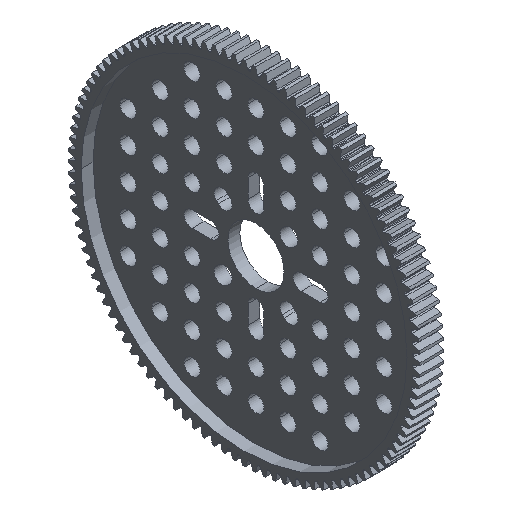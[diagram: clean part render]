
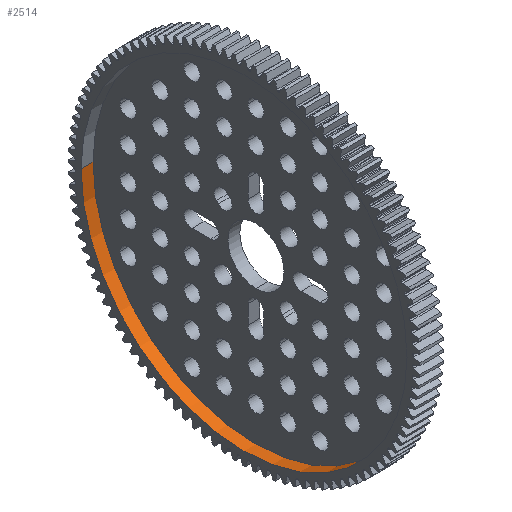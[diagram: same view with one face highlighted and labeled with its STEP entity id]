
A CAD part, isometric view. The second image highlights one B-rep face of the part: STEP entity #2514.
In plain terms, the highlighted cylindrical face has radius 40.774 mm (diameter 81.549 mm), a partial arc.
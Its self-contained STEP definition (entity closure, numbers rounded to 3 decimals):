
#257 = ORIENTED_EDGE ( 'NONE', *, *, #25638, .T. ) ;
#537 = VECTOR ( 'NONE', #28977, 1000. ) ;
#883 = AXIS2_PLACEMENT_3D ( 'NONE', #18386, #22008, #19392 ) ;
#1978 = CARTESIAN_POINT ( 'NONE',  ( -0.5, -40.774, 0. ) ) ;
#2514 = ADVANCED_FACE ( 'NONE', ( #21716 ), #8203, .F. ) ;
#2646 = DIRECTION ( 'NONE',  ( -1., 0., 0. ) ) ;
#3519 = EDGE_LOOP ( 'NONE', ( #10381, #19526, #257, #34171 ) ) ;
#4247 = LINE ( 'NONE', #26265, #537 ) ;
#7279 = VERTEX_POINT ( 'NONE', #25233 ) ;
#8203 = CYLINDRICAL_SURFACE ( 'NONE', #883, 40.774 ) ;
#10184 = EDGE_CURVE ( 'NONE', #29577, #13499, #21293, .T. ) ;
#10381 = ORIENTED_EDGE ( 'NONE', *, *, #10184, .F. ) ;
#10808 = VERTEX_POINT ( 'NONE', #27238 ) ;
#11241 = CARTESIAN_POINT ( 'NONE',  ( -3.5, 0., 0. ) ) ;
#12333 = EDGE_CURVE ( 'NONE', #13499, #10808, #29269, .T. ) ;
#13499 = VERTEX_POINT ( 'NONE', #16456 ) ;
#16456 = CARTESIAN_POINT ( 'NONE',  ( -0.5, -40.774, 0. ) ) ;
#17061 = DIRECTION ( 'NONE',  ( -1., 0., 0. ) ) ;
#17084 = DIRECTION ( 'NONE',  ( 0., -1., 0. ) ) ;
#18386 = CARTESIAN_POINT ( 'NONE',  ( -0.5, 0., 0. ) ) ;
#19392 = DIRECTION ( 'NONE',  ( 0., -1., 0. ) ) ;
#19526 = ORIENTED_EDGE ( 'NONE', *, *, #37540, .T. ) ;
#21293 = CIRCLE ( 'NONE', #35259, 40.774 ) ;
#21716 = FACE_OUTER_BOUND ( 'NONE', #3519, .T. ) ;
#22008 = DIRECTION ( 'NONE',  ( -1., 0., 0. ) ) ;
#24152 = VECTOR ( 'NONE', #17061, 1000. ) ;
#25233 = CARTESIAN_POINT ( 'NONE',  ( -3.5, 40.774, 0. ) ) ;
#25638 = EDGE_CURVE ( 'NONE', #7279, #10808, #29426, .T. ) ;
#26249 = AXIS2_PLACEMENT_3D ( 'NONE', #11241, #2646, #17084 ) ;
#26265 = CARTESIAN_POINT ( 'NONE',  ( -0.5, 40.774, 0. ) ) ;
#27238 = CARTESIAN_POINT ( 'NONE',  ( -3.5, -40.774, 0. ) ) ;
#28977 = DIRECTION ( 'NONE',  ( -1., 0., 0. ) ) ;
#29269 = LINE ( 'NONE', #1978, #24152 ) ;
#29426 = CIRCLE ( 'NONE', #26249, 40.774 ) ;
#29523 = CARTESIAN_POINT ( 'NONE',  ( -0.5, 0., 0. ) ) ;
#29577 = VERTEX_POINT ( 'NONE', #31210 ) ;
#29653 = DIRECTION ( 'NONE',  ( -1., 0., 0. ) ) ;
#29776 = DIRECTION ( 'NONE',  ( 0., -1., 0. ) ) ;
#31210 = CARTESIAN_POINT ( 'NONE',  ( -0.5, 40.774, 0. ) ) ;
#34171 = ORIENTED_EDGE ( 'NONE', *, *, #12333, .F. ) ;
#35259 = AXIS2_PLACEMENT_3D ( 'NONE', #29523, #29653, #29776 ) ;
#37540 = EDGE_CURVE ( 'NONE', #29577, #7279, #4247, .T. ) ;
